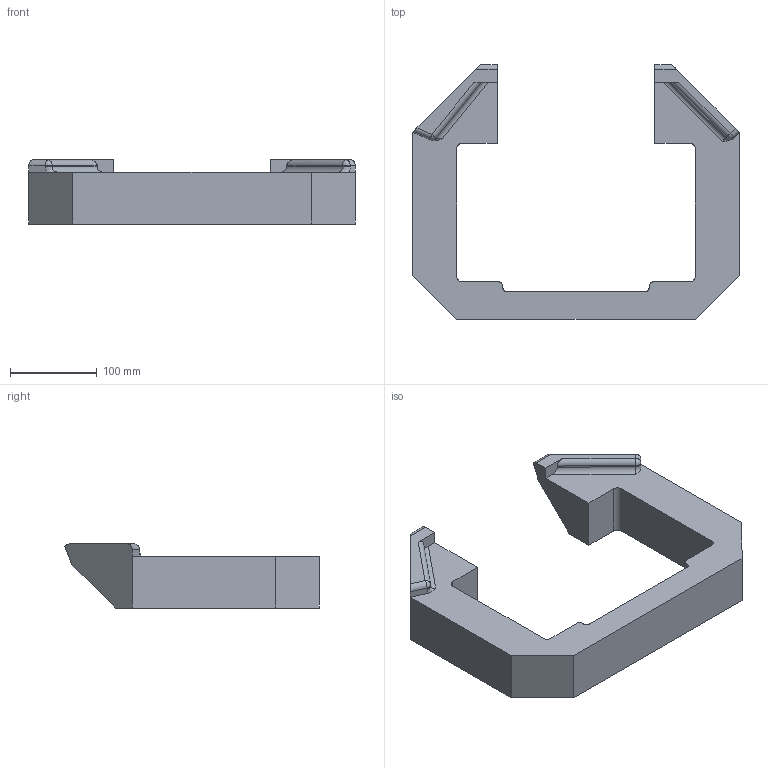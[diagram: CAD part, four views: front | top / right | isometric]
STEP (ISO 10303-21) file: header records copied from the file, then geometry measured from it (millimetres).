
FILE_DESCRIPTION (( 'STEP AP203' ), '1' );
FILE_NAME ('LD Underbite 3lb V2 Armor^LD Underbite 3lb V2.STEP', '2024-04-13T05:34:04', ( '' ), ( '' ), 'SwSTEP 2.0', 'SolidWorks 2022', '' );
FILE_SCHEMA (( 'CONFIG_CONTROL_DESIGN' ));
Length unit declared in the file: inch
Products named in the file (1): LD Underbite 3lb V2 Armor^LD Underbite 3lb V2
Bounding box: 376.51 x 293.88 x 73.9 mm (x, y, z)
Volume: 2287400.1 mm3; surface area: 189757.3 mm2
Topology: 1 solids, 1 shells, 54 faces, 148 edges, 94 vertices
Faces by surface type: plane 32, cylinder 18, sphere 2, bspline 2
Entity records: 1835 total; most frequent: CARTESIAN_POINT 419, ORIENTED_EDGE 292, DIRECTION 266, EDGE_CURVE 146, VECTOR 106, LINE 106, VERTEX_POINT 94, AXIS2_PLACEMENT_3D 80
